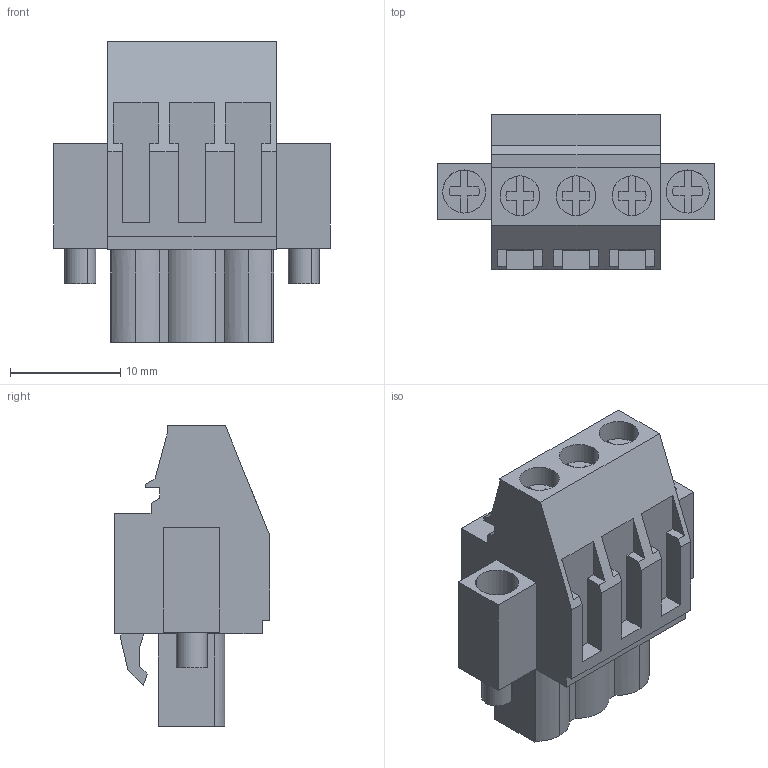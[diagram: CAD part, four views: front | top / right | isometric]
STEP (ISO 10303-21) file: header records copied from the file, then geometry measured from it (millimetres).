
FILE_DESCRIPTION(('CATIA V5 STEP','CAx-IF Rec.Pracs.--- Model Styling and Organization---1.2---2011-12-15'),'2;1');
FILE_NAME ('7246756_2_1949810000_1949810000.stp','2017-09-09T11:02:02+00:00',('none'),('Weidmueller'),'CATIA Version 5-6 Release 2014','CATIA V5 STEP AP214','none');
FILE_SCHEMA(('AUTOMOTIVE_DESIGN { 1 0 10303 214 1 1 1 1 }'));
Length unit declared in the file: millimetre
Products named in the file (1): 1949810000
Bounding box: 25.04 x 14.1 x 27.2 mm (x, y, z)
Volume: 3906 mm3; surface area: 3154.3 mm2
Topology: 6 solids, 6 shells, 283 faces, 754 edges, 504 vertices
Faces by surface type: plane 234, cylinder 45, extrusion 4
Entity records: 8668 total; most frequent: CARTESIAN_POINT 1707, ORIENTED_EDGE 1508, DIRECTION 1244, EDGE_CURVE 754, VECTOR 640, LINE 636, VERTEX_POINT 504, AXIS2_PLACEMENT_3D 348
